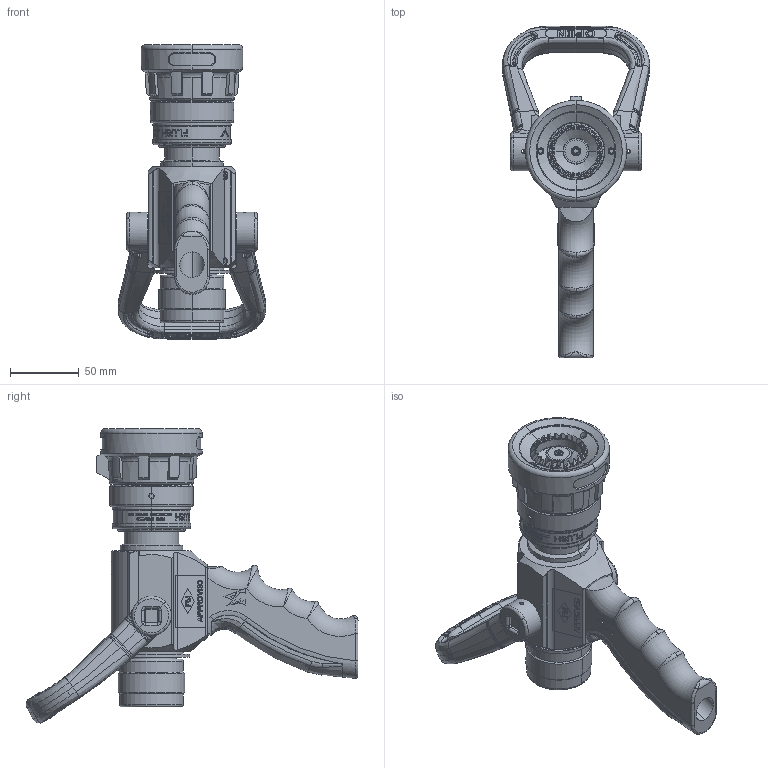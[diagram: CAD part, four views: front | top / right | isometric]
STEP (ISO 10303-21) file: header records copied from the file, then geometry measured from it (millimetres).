
FILE_DESCRIPTION((''),'2;1');
FILE_NAME('PISTOL_GRIP_SW0001','2012-06-14T',('jdetw'),(''),'PRO/ENGINEER BY PARAMETRIC TECHNOLOGY CORPORATION, 2011180','PRO/ENGINEER BY PARAMETRIC TECHNOLOGY CORPORATION, 2011180','');
FILE_SCHEMA(('CONFIG_CONTROL_DESIGN'));
Length unit declared in the file: inch
Products named in the file (1): PISTOL_GRIP_SW0001
Bounding box: 107.42 x 241.79 x 214.55 mm (x, y, z)
Surface area: 157901.4 mm2 (no closed solid volume)
Topology: 0 solids, 126 shells, 1409 faces, 6503 edges, 5148 vertices
Faces by surface type: plane 531, cylinder 313, bspline 298, cone 137, torus 72, extrusion 56, sphere 2
Entity records: 89629 total; most frequent: CARTESIAN_POINT 42067, ORIENTED_EDGE 9610, DIRECTION 8165, EDGE_CURVE 6494, VERTEX_POINT 5148, VECTOR 2957, LINE 2901, AXIS2_PLACEMENT_3D 2604
